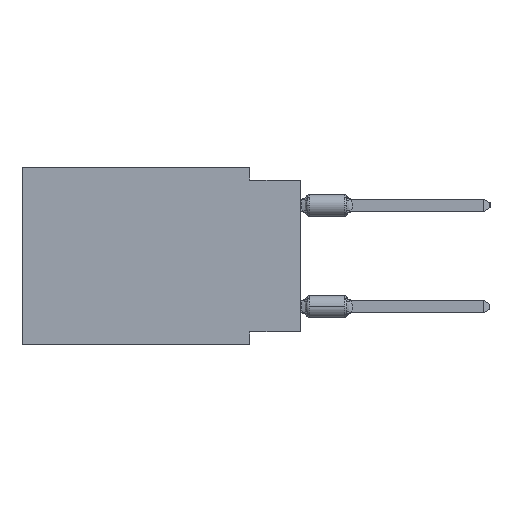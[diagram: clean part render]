
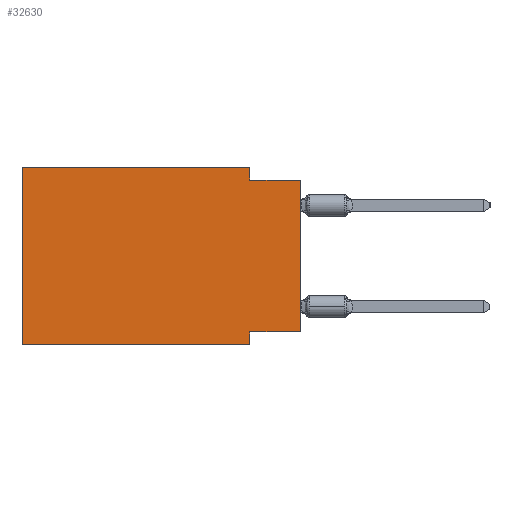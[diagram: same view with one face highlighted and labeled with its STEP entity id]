
A CAD part, left-side view. The second image highlights one B-rep face of the part: STEP entity #32630.
In plain terms, the highlighted planar face has unit normal (-1, 0, 0).
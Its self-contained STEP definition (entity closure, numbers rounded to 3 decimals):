
#532 = ORIENTED_EDGE ( 'NONE', *, *, #35457, .F. ) ;
#971 = VERTEX_POINT ( 'NONE', #20624 ) ;
#1387 = EDGE_CURVE ( 'NONE', #971, #11395, #12565, .T. ) ;
#1609 = EDGE_CURVE ( 'NONE', #31694, #3505, #17042, .T. ) ;
#2510 = CARTESIAN_POINT ( 'NONE',  ( 0., 2.54, 0. ) ) ;
#3180 = ORIENTED_EDGE ( 'NONE', *, *, #1609, .T. ) ;
#3505 = VERTEX_POINT ( 'NONE', #22454 ) ;
#4524 = VECTOR ( 'NONE', #21103, 1000. ) ;
#6141 = CARTESIAN_POINT ( 'NONE',  ( 0., 2.54, -8.89 ) ) ;
#6710 = CARTESIAN_POINT ( 'NONE',  ( 0., 0., -0.635 ) ) ;
#7293 = CARTESIAN_POINT ( 'NONE',  ( 0., 0., -0.635 ) ) ;
#7480 = LINE ( 'NONE', #29517, #28627 ) ;
#7851 = DIRECTION ( 'NONE',  ( 0., 1., 0. ) ) ;
#8168 = DIRECTION ( 'NONE',  ( 0., 0., -1. ) ) ;
#8173 = AXIS2_PLACEMENT_3D ( 'NONE', #16492, #29674, #8168 ) ;
#8426 = EDGE_CURVE ( 'NONE', #15278, #31203, #10450, .T. ) ;
#10072 = CARTESIAN_POINT ( 'NONE',  ( 0., 13.97, 0. ) ) ;
#10450 = LINE ( 'NONE', #2510, #26668 ) ;
#11395 = VERTEX_POINT ( 'NONE', #7293 ) ;
#11698 = VECTOR ( 'NONE', #25515, 1000. ) ;
#12059 = EDGE_CURVE ( 'NONE', #31850, #3505, #22248, .T. ) ;
#12350 = CARTESIAN_POINT ( 'NONE',  ( 0., 2.54, 0. ) ) ;
#12565 = LINE ( 'NONE', #23598, #24954 ) ;
#12804 = DIRECTION ( 'NONE',  ( 0., 0., 1. ) ) ;
#13031 = VECTOR ( 'NONE', #29112, 1000. ) ;
#15278 = VERTEX_POINT ( 'NONE', #12350 ) ;
#15716 = CARTESIAN_POINT ( 'NONE',  ( 0., 2.54, -0.635 ) ) ;
#16492 = CARTESIAN_POINT ( 'NONE',  ( 0., 13.97, 0. ) ) ;
#16840 = EDGE_CURVE ( 'NONE', #31203, #11395, #34695, .T. ) ;
#17042 = LINE ( 'NONE', #23358, #11698 ) ;
#18244 = CARTESIAN_POINT ( 'NONE',  ( 0., 13.97, 0. ) ) ;
#18403 = ORIENTED_EDGE ( 'NONE', *, *, #19590, .F. ) ;
#18571 = VECTOR ( 'NONE', #12804, 1000. ) ;
#18670 = PLANE ( 'NONE',  #8173 ) ;
#19590 = EDGE_CURVE ( 'NONE', #971, #31850, #7480, .T. ) ;
#20219 = EDGE_LOOP ( 'NONE', ( #31246, #35497, #32576, #532, #35126, #3180, #22965, #18403 ) ) ;
#20624 = CARTESIAN_POINT ( 'NONE',  ( 0., 0., -8.255 ) ) ;
#21103 = DIRECTION ( 'NONE',  ( 0., -1., 0. ) ) ;
#21112 = CARTESIAN_POINT ( 'NONE',  ( 0., 13.97, -8.89 ) ) ;
#22248 = LINE ( 'NONE', #6141, #25109 ) ;
#22358 = CARTESIAN_POINT ( 'NONE',  ( 0., 2.54, -8.255 ) ) ;
#22454 = CARTESIAN_POINT ( 'NONE',  ( 0., 2.54, -8.89 ) ) ;
#22965 = ORIENTED_EDGE ( 'NONE', *, *, #12059, .F. ) ;
#22999 = EDGE_CURVE ( 'NONE', #31694, #27578, #31953, .T. ) ;
#23358 = CARTESIAN_POINT ( 'NONE',  ( 0., 13.97, -8.89 ) ) ;
#23598 = CARTESIAN_POINT ( 'NONE',  ( 0., 0., 0. ) ) ;
#24954 = VECTOR ( 'NONE', #31891, 1000. ) ;
#25109 = VECTOR ( 'NONE', #28170, 1000. ) ;
#25515 = DIRECTION ( 'NONE',  ( 0., -1., 0. ) ) ;
#26668 = VECTOR ( 'NONE', #32300, 1000. ) ;
#26961 = FACE_OUTER_BOUND ( 'NONE', #20219, .T. ) ;
#27578 = VERTEX_POINT ( 'NONE', #34897 ) ;
#28170 = DIRECTION ( 'NONE',  ( 0., 0., -1. ) ) ;
#28627 = VECTOR ( 'NONE', #7851, 1000. ) ;
#29112 = DIRECTION ( 'NONE',  ( 0., -1., 0. ) ) ;
#29517 = CARTESIAN_POINT ( 'NONE',  ( 0., 0., -8.255 ) ) ;
#29674 = DIRECTION ( 'NONE',  ( 1., 0., 0. ) ) ;
#31203 = VERTEX_POINT ( 'NONE', #15716 ) ;
#31246 = ORIENTED_EDGE ( 'NONE', *, *, #1387, .T. ) ;
#31694 = VERTEX_POINT ( 'NONE', #21112 ) ;
#31850 = VERTEX_POINT ( 'NONE', #22358 ) ;
#31891 = DIRECTION ( 'NONE',  ( 0., 0., 1. ) ) ;
#31953 = LINE ( 'NONE', #18244, #18571 ) ;
#32300 = DIRECTION ( 'NONE',  ( 0., 0., -1. ) ) ;
#32576 = ORIENTED_EDGE ( 'NONE', *, *, #8426, .F. ) ;
#32630 = ADVANCED_FACE ( 'NONE', ( #26961 ), #18670, .F. ) ;
#34695 = LINE ( 'NONE', #6710, #13031 ) ;
#34801 = LINE ( 'NONE', #10072, #4524 ) ;
#34897 = CARTESIAN_POINT ( 'NONE',  ( 0., 13.97, 0. ) ) ;
#35126 = ORIENTED_EDGE ( 'NONE', *, *, #22999, .F. ) ;
#35457 = EDGE_CURVE ( 'NONE', #27578, #15278, #34801, .T. ) ;
#35497 = ORIENTED_EDGE ( 'NONE', *, *, #16840, .F. ) ;
